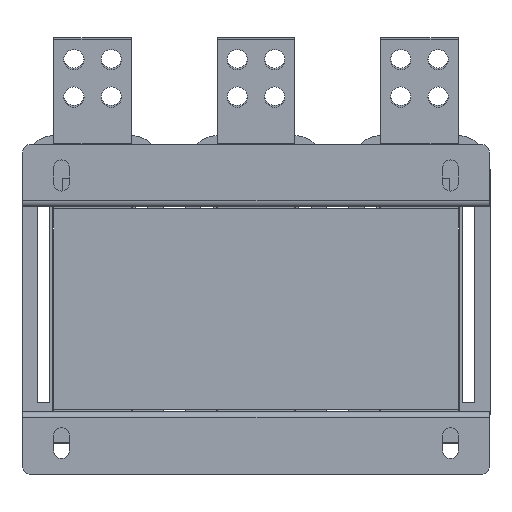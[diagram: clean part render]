
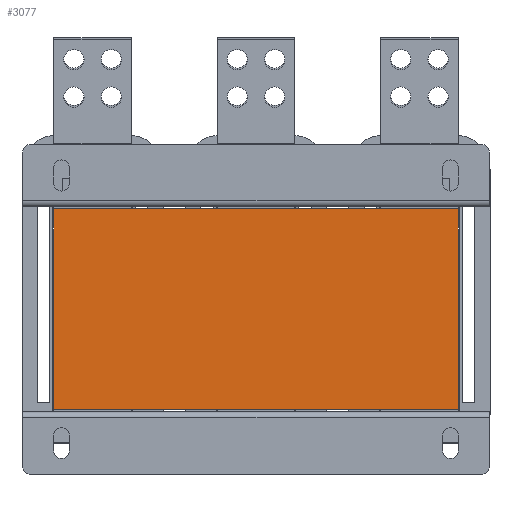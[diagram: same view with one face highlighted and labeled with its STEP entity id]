
A CAD part, front view. The second image highlights one B-rep face of the part: STEP entity #3077.
In plain terms, the highlighted planar face has unit normal (0, -1, 0).
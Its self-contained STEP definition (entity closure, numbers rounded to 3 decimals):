
#1035 = CARTESIAN_POINT ( 'NONE',  ( -130., -25., 129. ) ) ;
#1644 = PLANE ( 'NONE',  #4058 ) ;
#1660 = LINE ( 'NONE', #3486, #3528 ) ;
#1716 = DIRECTION ( 'NONE',  ( 0., 0., -1. ) ) ;
#2303 = DIRECTION ( 'NONE',  ( 1., 0., 0. ) ) ;
#2675 = ORIENTED_EDGE ( 'NONE', *, *, #6545, .T. ) ;
#2730 = VERTEX_POINT ( 'NONE', #3005 ) ;
#2781 = EDGE_CURVE ( 'NONE', #6648, #2730, #2972, .T. ) ;
#2972 = LINE ( 'NONE', #6613, #6500 ) ;
#3005 = CARTESIAN_POINT ( 'NONE',  ( 130., -25., 0. ) ) ;
#3007 = VECTOR ( 'NONE', #1716, 1000. ) ;
#3035 = ORIENTED_EDGE ( 'NONE', *, *, #2781, .F. ) ;
#3077 = ADVANCED_FACE ( 'NONE', ( #7162 ), #1644, .F. ) ;
#3486 = CARTESIAN_POINT ( 'NONE',  ( -130., -25., 129. ) ) ;
#3528 = VECTOR ( 'NONE', #2303, 1000. ) ;
#3638 = DIRECTION ( 'NONE',  ( 0., 0., -1. ) ) ;
#3784 = LINE ( 'NONE', #3869, #6387 ) ;
#3820 = VERTEX_POINT ( 'NONE', #4524 ) ;
#3869 = CARTESIAN_POINT ( 'NONE',  ( -130., -25., 0. ) ) ;
#3974 = CARTESIAN_POINT ( 'NONE',  ( -130., -25., 129. ) ) ;
#4058 = AXIS2_PLACEMENT_3D ( 'NONE', #3974, #7753, #7710 ) ;
#4524 = CARTESIAN_POINT ( 'NONE',  ( -130., -25., 129. ) ) ;
#4795 = EDGE_CURVE ( 'NONE', #6831, #2730, #3784, .T. ) ;
#4879 = EDGE_LOOP ( 'NONE', ( #5234, #3035, #7535, #2675 ) ) ;
#5234 = ORIENTED_EDGE ( 'NONE', *, *, #4795, .T. ) ;
#5658 = DIRECTION ( 'NONE',  ( 1., 0., 0. ) ) ;
#5699 = EDGE_CURVE ( 'NONE', #3820, #6648, #1660, .T. ) ;
#5953 = CARTESIAN_POINT ( 'NONE',  ( 130., -25., 129. ) ) ;
#6242 = CARTESIAN_POINT ( 'NONE',  ( -130., -25., 0. ) ) ;
#6387 = VECTOR ( 'NONE', #5658, 1000. ) ;
#6479 = LINE ( 'NONE', #1035, #3007 ) ;
#6500 = VECTOR ( 'NONE', #3638, 1000. ) ;
#6545 = EDGE_CURVE ( 'NONE', #3820, #6831, #6479, .T. ) ;
#6613 = CARTESIAN_POINT ( 'NONE',  ( 130., -25., 129. ) ) ;
#6648 = VERTEX_POINT ( 'NONE', #5953 ) ;
#6831 = VERTEX_POINT ( 'NONE', #6242 ) ;
#7162 = FACE_OUTER_BOUND ( 'NONE', #4879, .T. ) ;
#7535 = ORIENTED_EDGE ( 'NONE', *, *, #5699, .F. ) ;
#7710 = DIRECTION ( 'NONE',  ( 0., 0., 1. ) ) ;
#7753 = DIRECTION ( 'NONE',  ( 0., 1., 0. ) ) ;
